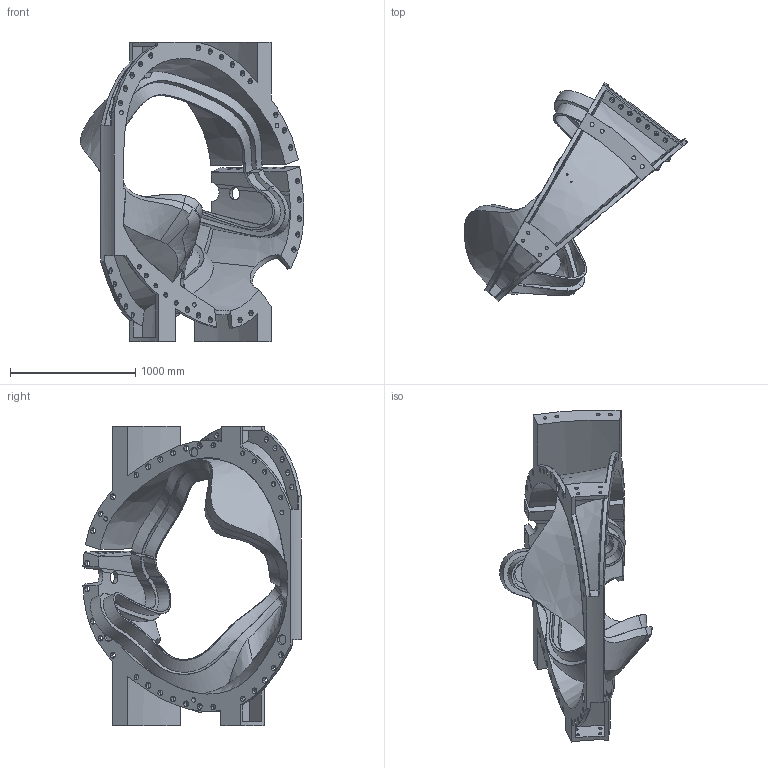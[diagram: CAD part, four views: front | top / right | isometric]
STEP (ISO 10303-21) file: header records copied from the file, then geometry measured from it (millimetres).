
FILE_DESCRIPTION((''),'2;1');
FILE_NAME('SE141-116P','2004-02-10T',('xdw'),(''),'PRO/ENGINEER BY PARAMETRIC TECHNOLOGY CORPORATION, 2003410','PRO/ENGINEER BY PARAMETRIC TECHNOLOGY CORPORATION, 2003410','');
FILE_SCHEMA(('CONFIG_CONTROL_DESIGN'));
Length unit declared in the file: inch
Products named in the file (1): SE141-116P
Bounding box: 1786.97 x 1745.65 x 2398.21 mm (x, y, z)
Volume: 295152236.3 mm3; surface area: 15337941.3 mm2
Topology: 1 solids, 1 shells, 478 faces, 1333 edges, 862 vertices
Faces by surface type: cylinder 211, bspline 168, plane 54, extrusion 39, sphere 6
Entity records: 42853 total; most frequent: CARTESIAN_POINT 31709, ORIENTED_EDGE 2666, DIRECTION 1561, EDGE_CURVE 1333, VERTEX_POINT 862, B_SPLINE_CURVE_WITH_KNOTS 678, EDGE_LOOP 671, AXIS2_PLACEMENT_3D 557
